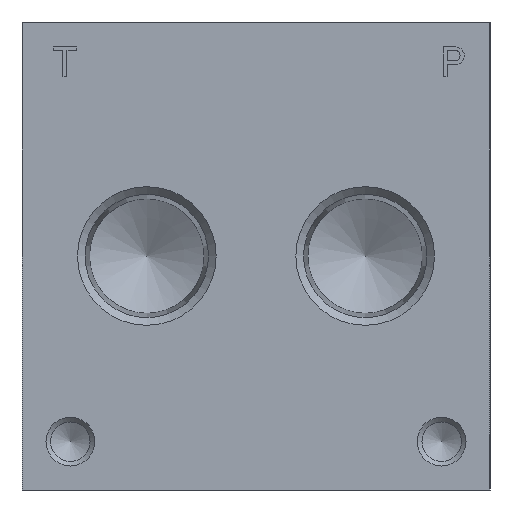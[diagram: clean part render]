
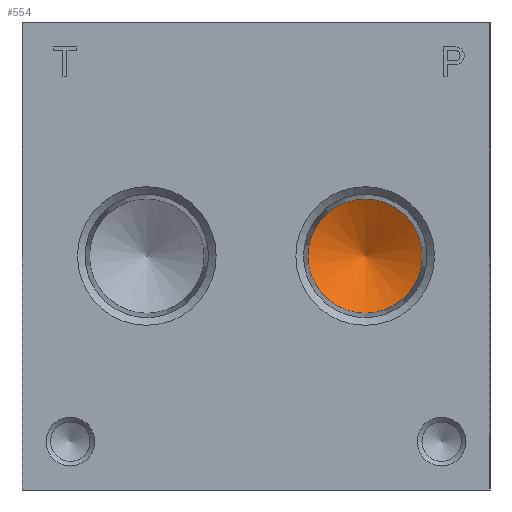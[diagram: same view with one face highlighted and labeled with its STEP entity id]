
A CAD part, left-side view. The second image highlights one B-rep face of the part: STEP entity #554.
In plain terms, the highlighted conical face has half-angle 61.526 degrees and reference radius 9.32 mm.
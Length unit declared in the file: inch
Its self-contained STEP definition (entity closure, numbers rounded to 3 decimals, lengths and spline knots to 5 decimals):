
#554 = ADVANCED_FACE( '', ( #1486, #1487 ), #1488, .F. );
#1486 = FACE_BOUND( '', #2873, .T. );
#1487 = FACE_OUTER_BOUND( '', #2874, .T. );
#1488 = CONICAL_SURFACE( '', #2875, 0.36691, 1.074 );
#2873 = VERTEX_LOOP( '', #4579 );
#2874 = EDGE_LOOP( '', ( #4580 ) );
#2875 = AXIS2_PLACEMENT_3D( '', #4581, #4582, #4583 );
#4579 = VERTEX_POINT( '', #7702 );
#4580 = ORIENTED_EDGE( '', *, *, #7535, .F. );
#4581 = CARTESIAN_POINT( '', ( 0.962, 0.8, 1.5 ) );
#4582 = DIRECTION( '', ( -1., 0., 0. ) );
#4583 = DIRECTION( '', ( 0., 0., 1. ) );
#7535 = EDGE_CURVE( '', #8967, #8967, #8968, .T. );
#7702 = CARTESIAN_POINT( '', ( 1.161, 0.8, 1.5 ) );
#8967 = VERTEX_POINT( '', #10928 );
#8968 = CIRCLE( '', #10929, 0.36691 );
#10928 = CARTESIAN_POINT( '', ( 0.962, 0.8, 1.13309 ) );
#10929 = AXIS2_PLACEMENT_3D( '', #13261, #13262, #13263 );
#13261 = CARTESIAN_POINT( '', ( 0.962, 0.8, 1.5 ) );
#13262 = DIRECTION( '', ( 1., 0., 0. ) );
#13263 = DIRECTION( '', ( 0., 0., -1. ) );
